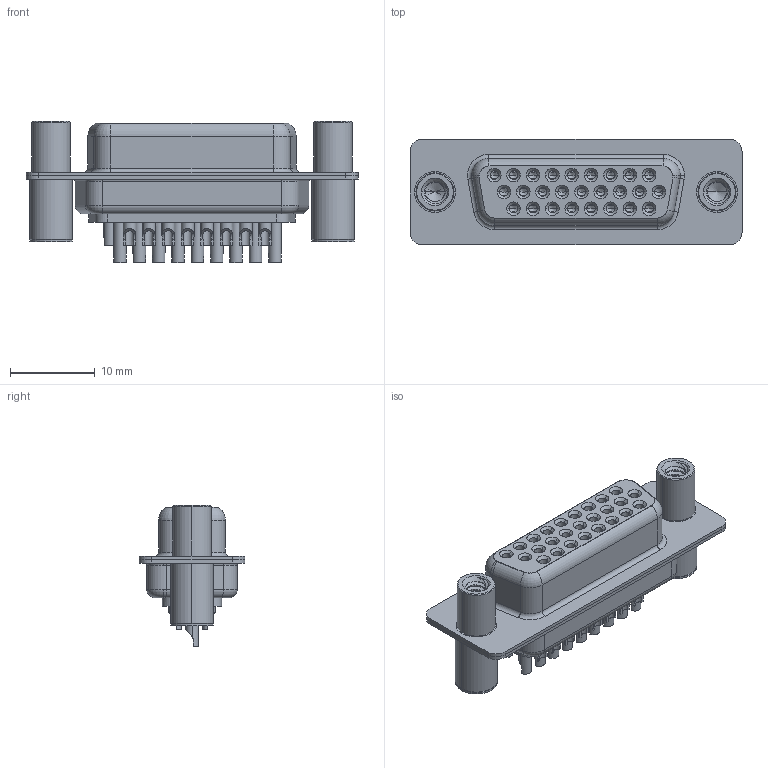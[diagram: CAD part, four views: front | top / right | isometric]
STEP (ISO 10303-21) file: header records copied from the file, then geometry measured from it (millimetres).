
FILE_DESCRIPTION (( 'STEP AP203' ), '1' );
FILE_NAME ('638-M26-632-BN4.STEP', '2022-07-05T19:54:31', ( '' ), ( '' ), 'SwSTEP 2.0', 'SolidWorks 2020', '' );
FILE_SCHEMA (( 'CONFIG_CONTROL_DESIGN' ));
Length unit declared in the file: millimetre
Products named in the file (8): 638-M26-632-BN4; 638M Contact Row 1_32; 638M Shell Front_26 Contacts; 638M Contact Row 2_32; 638M Contact Row 3_32; 638M Shell Rear_26 Contacts; 638M Housing_26 Contacts; 638M 4-40 Threaded Standoff and Board Spacer
Assembly tree (31 placements, depth 2):
  638-M26-632-BN4
    638M Housing_26 Contacts
    638M Shell Front_26 Contacts
    638M Shell Rear_26 Contacts
    638M Contact Row 1_32  x9
    638M Contact Row 2_32  x9
    638M Contact Row 3_32  x8
    638M 4-40 Threaded Standoff and Board Spacer  x2
Bounding box: 39.2 x 12.5 x 16.65 mm (x, y, z)
Volume: 2679.2 mm3; surface area: 8575 mm2
Topology: 31 solids, 31 shells, 1795 faces, 4447 edges, 2749 vertices
Faces by surface type: cylinder 735, plane 515, torus 269, cone 264, bspline 12
Entity records: 25521 total; most frequent: CARTESIAN_POINT 6250, DIRECTION 4034, ORIENTED_EDGE 3506, EDGE_CURVE 1753, AXIS2_PLACEMENT_3D 1684, VERTEX_POINT 1110, EDGE_LOOP 913, CIRCLE 903
